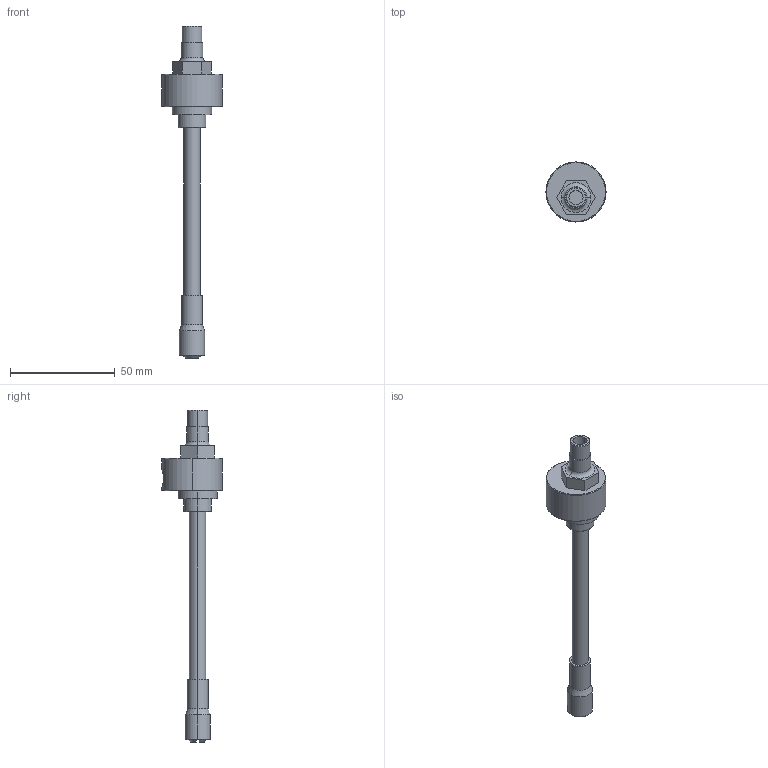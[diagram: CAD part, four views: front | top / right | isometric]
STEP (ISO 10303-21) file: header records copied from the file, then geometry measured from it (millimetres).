
FILE_DESCRIPTION (( 'STEP AP214' ), '1' );
FILE_NAME ('raffreddatore 106BSP-8-H.STEP', '2013-01-13T19:36:47', ( 'NG' ), ( '' ), 'SwSTEP 2.0', 'SolidWorks 2012', '' );
FILE_SCHEMA (( 'AUTOMOTIVE_DESIGN' ));
Length unit declared in the file: millimetre
Products named in the file (1): raffreddatore 106BSP-8-H
Bounding box: 28.7 x 28.7 x 158.7 mm (x, y, z)
Volume: 19426.2 mm3; surface area: 8850.1 mm2
Topology: 1 solids, 1 shells, 72 faces, 158 edges, 100 vertices
Faces by surface type: cylinder 28, plane 28, cone 14, torus 2
Entity records: 2862 total; most frequent: CARTESIAN_POINT 409, DIRECTION 376, ORIENTED_EDGE 316, EDGE_CURVE 158, AXIS2_PLACEMENT_3D 151, VERTEX_POINT 100, EDGE_LOOP 84, CIRCLE 78
